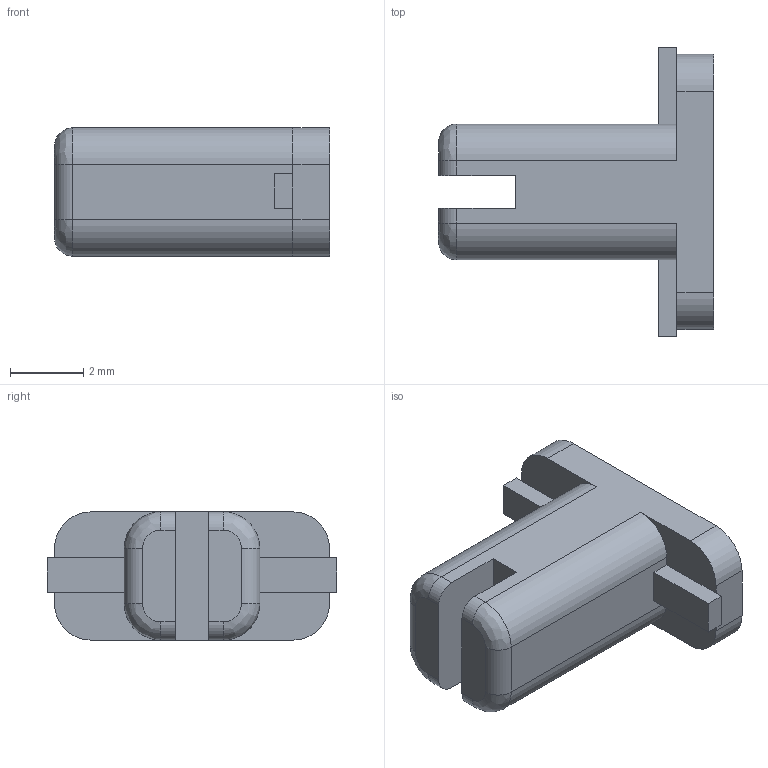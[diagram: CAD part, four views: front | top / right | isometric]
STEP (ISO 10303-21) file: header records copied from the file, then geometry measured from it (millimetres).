
FILE_DESCRIPTION(/* description */ (''),/* implementation_level */ '2;1');
FILE_NAME(/* name */ 'switch_v1.step',/* time_stamp */ '2024-03-26T18:52:18+10:00',/* author */ (''),/* organization */ (''),/* preprocessor_version */ 'ST-DEVELOPER v20',/* originating_system */ 'Autodesk Translation Framework v12.20.1.177',/* authorisation */ '');
FILE_SCHEMA (('AUTOMOTIVE_DESIGN { 1 0 10303 214 3 1 1 }'));
Length unit declared in the file: millimetre
Products named in the file (1): (Unsaved)
Bounding box: 7.5 x 7.9 x 3.5 mm (x, y, z)
Volume: 96.8 mm3; surface area: 169.5 mm2
Topology: 1 solids, 1 shells, 49 faces, 127 edges, 80 vertices
Faces by surface type: plane 31, cylinder 14, bspline 4
Entity records: 1537 total; most frequent: CARTESIAN_POINT 289, ORIENTED_EDGE 254, DIRECTION 251, EDGE_CURVE 127, LINE 95, VECTOR 95, VERTEX_POINT 80, AXIS2_PLACEMENT_3D 78
